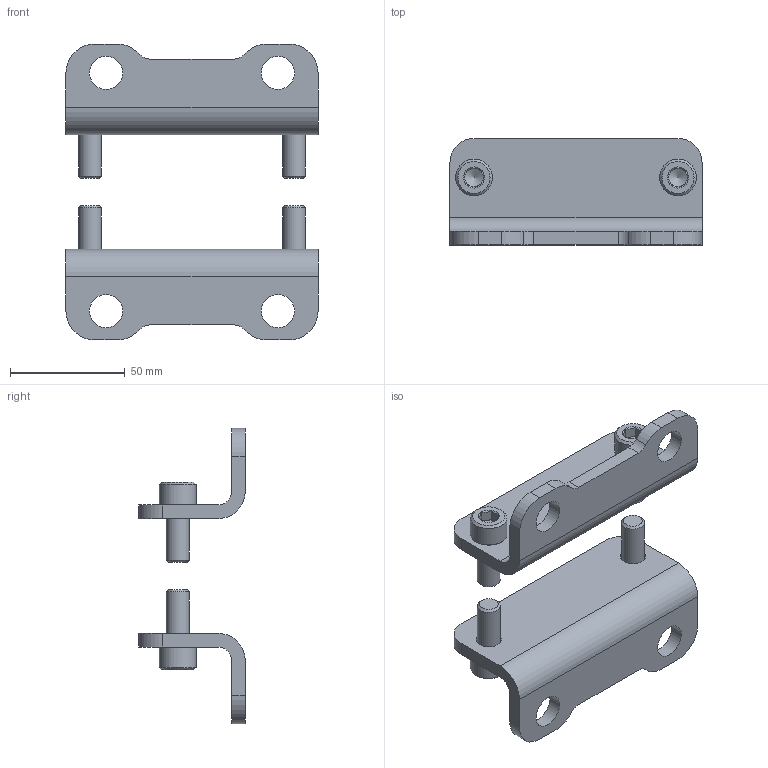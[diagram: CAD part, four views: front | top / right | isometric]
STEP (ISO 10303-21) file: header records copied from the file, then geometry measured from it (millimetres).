
FILE_DESCRIPTION(/* description */ ('STEP AP214'),/* implementation_level */ '2;1');
FILE_NAME(/* name */ '537261_HNA-100-R3',/* time_stamp */ '2024-08-29T10:19:42+02:00',/* author */ ('License CC BY-ND 4.0'),/* organization */ ('CADENAS'),/* preprocessor_version */ 'ST-DEVELOPER v19.3',/* originating_system */ 'PARTsolutions',/* authorisation */ ' ');
FILE_SCHEMA (('AUTOMOTIVE_DESIGN {1 0 10303 214 3 1 1}'));
Length unit declared in the file: millimetre
Products named in the file (3): 537261 HNA-100-R3---(50); 537261 HNA-100-R3---(1); DIN-912 - M10x25(F)
Assembly tree (6 placements, depth 2):
  537261 HNA-100-R3---(50)
    537261 HNA-100-R3---(1)  x2
    DIN-912 - M10x25(F)  x4
Bounding box: 110 x 46.5 x 129 mm (x, y, z)
Volume: 103535.1 mm3; surface area: 42976.6 mm2
Topology: 6 solids, 6 shells, 160 faces, 344 edges, 200 vertices
Faces by surface type: plane 80, cone 44, cylinder 36
Full cylindrical faces by diameter (mm): 10 x4, 11 x4, 14.5 x4, 16 x4
Entity records: 1526 total; most frequent: DIRECTION 266, CARTESIAN_POINT 264, ORIENTED_EDGE 212, AXIS2_PLACEMENT_3D 107, EDGE_CURVE 106, FACE_BOUND 73, EDGE_LOOP 72, VERTEX_POINT 71
